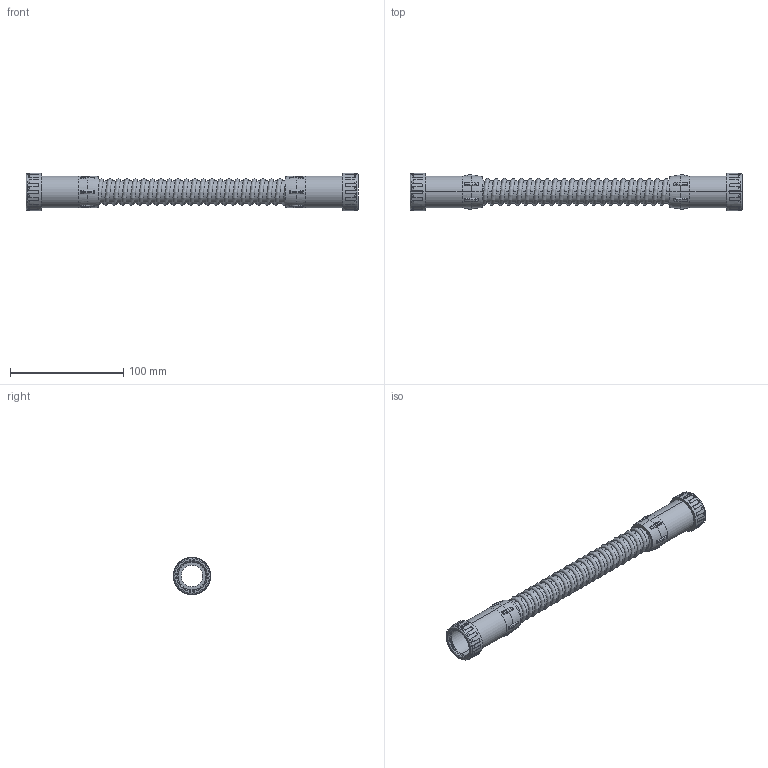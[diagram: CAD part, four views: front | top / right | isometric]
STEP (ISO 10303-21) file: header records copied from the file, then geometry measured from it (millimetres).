
FILE_DESCRIPTION (( 'STEP AP214' ), '1' );
FILE_NAME ('CTA10D-CXT25-K41 - Ìóôòà ãèáêàÿ òðóáà-òðóáà IP65 CXT25.STEP', '2016-05-20T11:57:43', ( '' ), ( '' ), 'SwSTEP 2.0', 'SolidWorks 2014', '' );
FILE_SCHEMA (( 'AUTOMOTIVE_DESIGN' ));
Length unit declared in the file: millimetre
Products named in the file (1): CTA10D-CXT25-K41 - Ìóôòà ãèáêàÿ òðóáà-òðóáà IP65 CXT25
Bounding box: 293 x 33.2 x 33.2 mm (x, y, z)
Volume: 42488.2 mm3; surface area: 48619.3 mm2
Topology: 1 solids, 5 shells, 391 faces, 1071 edges, 674 vertices
Faces by surface type: plane 138, cylinder 92, torus 68, bspline 61, cone 32
Entity records: 25111 total; most frequent: CARTESIAN_POINT 15799, ORIENTED_EDGE 2094, DIRECTION 1789, EDGE_CURVE 1047, AXIS2_PLACEMENT_3D 735, VERTEX_POINT 674, EDGE_LOOP 409, CIRCLE 404
